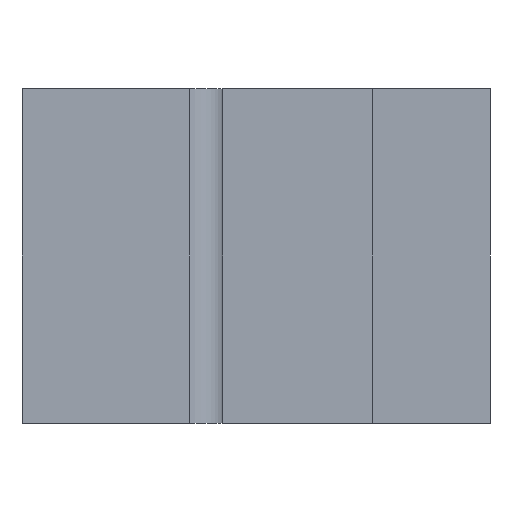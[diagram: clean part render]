
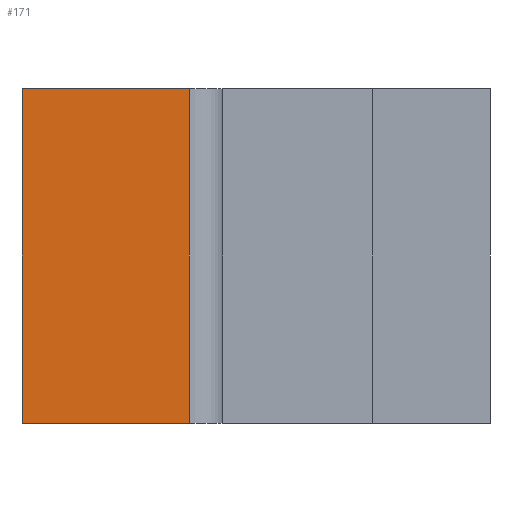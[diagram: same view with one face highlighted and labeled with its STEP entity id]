
A CAD part, left-side view. The second image highlights one B-rep face of the part: STEP entity #171.
In plain terms, the highlighted planar face has unit normal (-1, 0, 0).
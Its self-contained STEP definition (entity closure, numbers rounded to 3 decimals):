
#113=CARTESIAN_POINT('',(-20.0,1.,10.0));
#114=VERTEX_POINT('',#113);
#122=CARTESIAN_POINT('',(-20.0,1.,0.0));
#123=VERTEX_POINT('',#122);
#124=CARTESIAN_POINT('',(-20.0,1.,0.0));
#125=DIRECTION('',(0.0,0.0,1.0));
#126=VECTOR('',#125,10.0);
#127=LINE('',#124,#126);
#128=EDGE_CURVE('',#123,#114,#127,.T.);
#141=CARTESIAN_POINT('',(-20.0,1.,0.0));
#142=DIRECTION('',(-1.0,0.0,0.0));
#143=DIRECTION('',(0.0,0.0,1.0));
#144=AXIS2_PLACEMENT_3D('',#141,#142,#143);
#145=PLANE('',#144);
#146=CARTESIAN_POINT('',(-20.0,6.,10.0));
#147=VERTEX_POINT('',#146);
#148=CARTESIAN_POINT('',(-20.0,1.,10.0));
#149=DIRECTION('',(0.0,1.0,0.0));
#150=VECTOR('',#149,5.);
#151=LINE('',#148,#150);
#152=EDGE_CURVE('',#114,#147,#151,.T.);
#153=ORIENTED_EDGE('',*,*,#152,.T.);
#154=CARTESIAN_POINT('',(-20.0,6.,0.0));
#155=VERTEX_POINT('',#154);
#156=CARTESIAN_POINT('',(-20.0,6.,0.0));
#157=DIRECTION('',(0.0,0.0,1.0));
#158=VECTOR('',#157,10.0);
#159=LINE('',#156,#158);
#160=EDGE_CURVE('',#155,#147,#159,.T.);
#161=ORIENTED_EDGE('',*,*,#160,.F.);
#162=CARTESIAN_POINT('',(-20.0,1.,0.0));
#163=DIRECTION('',(0.0,1.0,0.0));
#164=VECTOR('',#163,5.);
#165=LINE('',#162,#164);
#166=EDGE_CURVE('',#123,#155,#165,.T.);
#167=ORIENTED_EDGE('',*,*,#166,.F.);
#168=ORIENTED_EDGE('',*,*,#128,.T.);
#169=EDGE_LOOP('',(#153,#161,#167,#168));
#170=FACE_OUTER_BOUND('',#169,.T.);
#171=ADVANCED_FACE('',(#170),#145,.T.);
